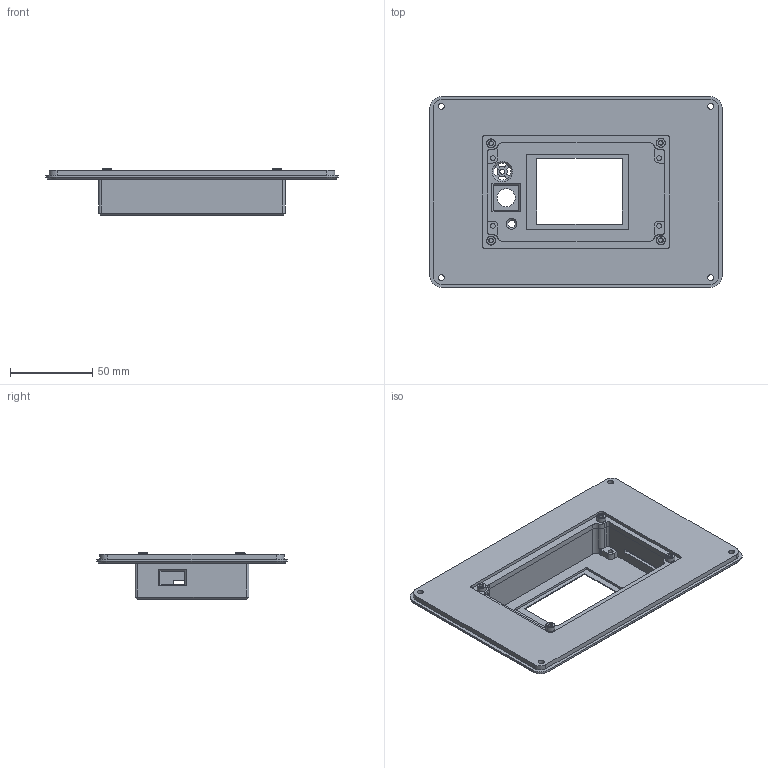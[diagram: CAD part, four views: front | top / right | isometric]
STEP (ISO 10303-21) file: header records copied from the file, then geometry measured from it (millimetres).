
FILE_DESCRIPTION(/* description */ (''),/* implementation_level */ '2;1');
FILE_NAME(/* name */ 'Display Panel - BTT TFT24.step',/* time_stamp */ '2023-01-22T06:30:47-06:00',/* author */ (''),/* organization */ (''),/* preprocessor_version */ 'ST-DEVELOPER v19.2',/* originating_system */ 'Autodesk Translation Framework v11.17.0.187',/* authorisation */ '');
FILE_SCHEMA (('AUTOMOTIVE_DESIGN { 1 0 10303 214 3 1 1 }'));
Length unit declared in the file: millimetre
Products named in the file (4): Display Panel - BTT 2.4 TFT; TFT24 Display Panel; Display Mount - BTT 2.4 TFT; PN501
Assembly tree (6 placements, depth 2):
  Display Panel - BTT 2.4 TFT
    TFT24 Display Panel
    Display Mount - BTT 2.4 TFT
    PN501  x4
Bounding box: 177.1 x 115.8 x 28.1 mm (x, y, z)
Volume: 111881.6 mm3; surface area: 59545.1 mm2
Topology: 6 solids, 6 shells, 284 faces, 672 edges, 418 vertices
Faces by surface type: plane 162, cylinder 76, cone 46
Full cylindrical faces by diameter (mm): 2.8 x4, 3 x5, 3.6 x12, 4.5 x1, 5.5 x4, 10.3 x1, 11 x1
Entity records: 6857 total; most frequent: DIRECTION 1191, CARTESIAN_POINT 1163, ORIENTED_EDGE 1122, EDGE_CURVE 561, AXIS2_PLACEMENT_3D 404, LINE 383, VECTOR 383, VERTEX_POINT 358
